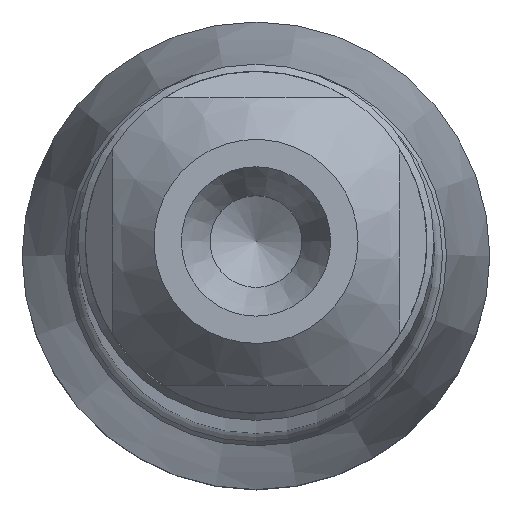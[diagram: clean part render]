
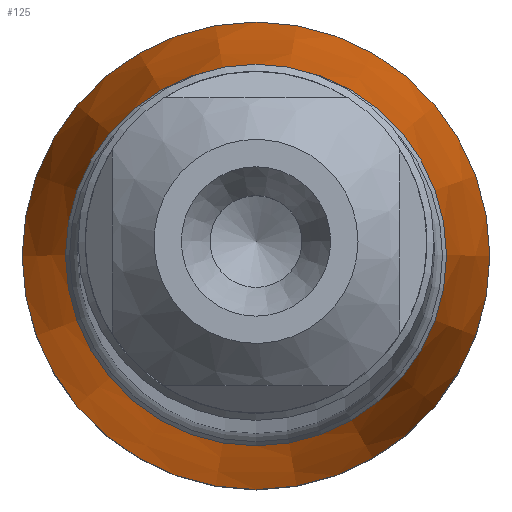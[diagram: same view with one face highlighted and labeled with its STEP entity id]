
A CAD part, top view. The second image highlights one B-rep face of the part: STEP entity #125.
In plain terms, the highlighted conical face has half-angle 8 degrees and reference radius 3.317 mm.
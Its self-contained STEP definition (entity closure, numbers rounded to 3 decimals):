
#100=CONICAL_SURFACE('',#484,3.317,8.);
#125=ADVANCED_FACE('',(#158,#159),#100,.T.);
#158=FACE_BOUND('',#203,.T.);
#159=FACE_BOUND('',#204,.T.);
#203=EDGE_LOOP('',(#285));
#204=EDGE_LOOP('',(#286));
#285=ORIENTED_EDGE('',*,*,#369,.F.);
#286=ORIENTED_EDGE('',*,*,#368,.F.);
#326=VERTEX_POINT('',#761);
#327=VERTEX_POINT('',#764);
#368=EDGE_CURVE('',#326,#326,#389,.T.);
#369=EDGE_CURVE('',#327,#327,#390,.T.);
#389=CIRCLE('',#481,3.317);
#390=CIRCLE('',#483,4.071);
#481=AXIS2_PLACEMENT_3D('',#760,#590,#591);
#483=AXIS2_PLACEMENT_3D('',#763,#594,#595);
#484=AXIS2_PLACEMENT_3D('',#765,#596,#597);
#590=DIRECTION('',(0.,0.,1.));
#591=DIRECTION('',(1.,0.,0.));
#594=DIRECTION('',(0.,0.,-1.));
#595=DIRECTION('',(-1.,0.,0.));
#596=DIRECTION('',(0.,0.,-1.));
#597=DIRECTION('',(-1.,0.,0.));
#760=CARTESIAN_POINT('',(0.,0.,-138.));
#761=CARTESIAN_POINT('',(3.317,0.,-138.));
#763=CARTESIAN_POINT('',(0.,0.,-143.36));
#764=CARTESIAN_POINT('',(-4.071,0.,-143.36));
#765=CARTESIAN_POINT('',(0.,0.,-138.));
